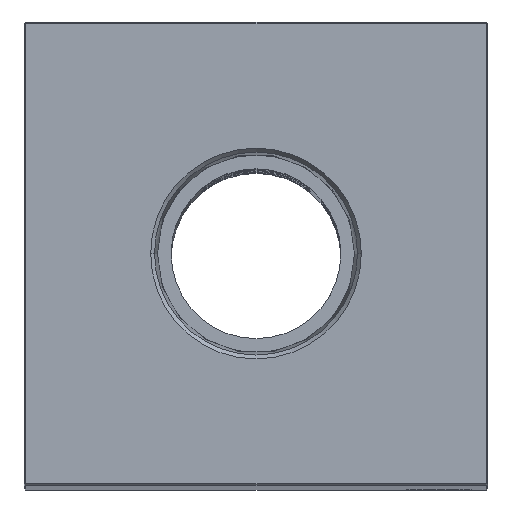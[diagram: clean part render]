
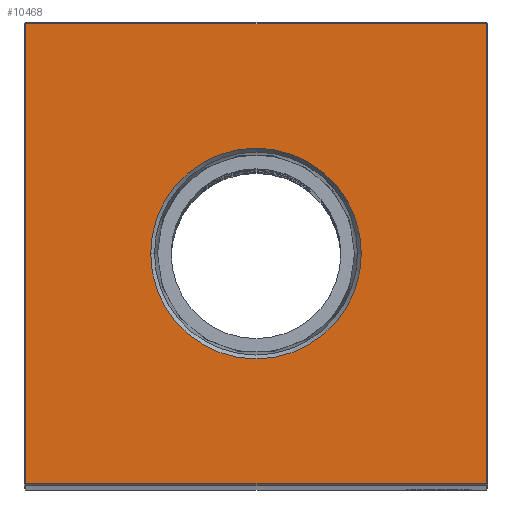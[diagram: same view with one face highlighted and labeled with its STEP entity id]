
A CAD part, top view. The second image highlights one B-rep face of the part: STEP entity #10468.
In plain terms, the highlighted planar face has unit normal (0, 0, 1).
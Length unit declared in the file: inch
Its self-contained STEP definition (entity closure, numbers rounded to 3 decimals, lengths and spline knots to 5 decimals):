
#585 = EDGE_CURVE ( 'NONE', #664, #8160, #17099, .T. ) ;
#664 = VERTEX_POINT ( 'NONE', #11096 ) ;
#1346 = EDGE_CURVE ( 'NONE', #12594, #21754, #16978, .T. ) ;
#1868 = FACE_OUTER_BOUND ( 'NONE', #3576, .T. ) ;
#2453 = DIRECTION ( 'NONE',  ( 1., 0., 0. ) ) ;
#3222 = VECTOR ( 'NONE', #12671, 39.37008 ) ;
#3286 = DIRECTION ( 'NONE',  ( 0., -1., 0. ) ) ;
#3576 = EDGE_LOOP ( 'NONE', ( #24655, #10130, #24450, #26963 ) ) ;
#3951 = DIRECTION ( 'NONE',  ( 0., 0., -1. ) ) ;
#4218 = DIRECTION ( 'NONE',  ( -1., 0., 0. ) ) ;
#4777 = AXIS2_PLACEMENT_3D ( 'NONE', #24145, #11094, #21649 ) ;
#4931 = CARTESIAN_POINT ( 'NONE',  ( -1.49, 1.49, 18.25 ) ) ;
#5666 = CIRCLE ( 'NONE', #4777, 0.68248 ) ;
#5770 = LINE ( 'NONE', #16196, #7242 ) ;
#7242 = VECTOR ( 'NONE', #3286, 39.37008 ) ;
#8160 = VERTEX_POINT ( 'NONE', #21675 ) ;
#9097 = CARTESIAN_POINT ( 'NONE',  ( 1.49, 1.49, 18.25 ) ) ;
#9572 = LINE ( 'NONE', #19704, #24081 ) ;
#10130 = ORIENTED_EDGE ( 'NONE', *, *, #585, .T. ) ;
#10344 = FACE_BOUND ( 'NONE', #11162, .T. ) ;
#10468 = ADVANCED_FACE ( 'NONE', ( #1868, #10344 ), #16730, .F. ) ;
#11094 = DIRECTION ( 'NONE',  ( 0., 0., 1. ) ) ;
#11096 = CARTESIAN_POINT ( 'NONE',  ( -1.49, -1.49, 18.25 ) ) ;
#11162 = EDGE_LOOP ( 'NONE', ( #12424, #13685 ) ) ;
#11252 = DIRECTION ( 'NONE',  ( -1., 0., 0. ) ) ;
#11534 = EDGE_CURVE ( 'NONE', #21754, #12594, #5666, .T. ) ;
#12424 = ORIENTED_EDGE ( 'NONE', *, *, #1346, .F. ) ;
#12594 = VERTEX_POINT ( 'NONE', #23568 ) ;
#12671 = DIRECTION ( 'NONE',  ( 1., 0., 0. ) ) ;
#13685 = ORIENTED_EDGE ( 'NONE', *, *, #11534, .F. ) ;
#14175 = LINE ( 'NONE', #26974, #26735 ) ;
#14331 = AXIS2_PLACEMENT_3D ( 'NONE', #23452, #23313, #2453 ) ;
#14651 = CARTESIAN_POINT ( 'NONE',  ( 0., 0., 18.25 ) ) ;
#15532 = EDGE_CURVE ( 'NONE', #16418, #664, #5770, .T. ) ;
#16196 = CARTESIAN_POINT ( 'NONE',  ( -1.49, 0., 18.25 ) ) ;
#16418 = VERTEX_POINT ( 'NONE', #4931 ) ;
#16522 = CARTESIAN_POINT ( 'NONE',  ( -0.68248, 0., 18.25 ) ) ;
#16730 = PLANE ( 'NONE',  #19405 ) ;
#16978 = CIRCLE ( 'NONE', #14331, 0.68248 ) ;
#17099 = LINE ( 'NONE', #21696, #3222 ) ;
#17421 = EDGE_CURVE ( 'NONE', #8160, #21455, #14175, .T. ) ;
#18273 = EDGE_CURVE ( 'NONE', #21455, #16418, #9572, .T. ) ;
#19405 = AXIS2_PLACEMENT_3D ( 'NONE', #14651, #3951, #4218 ) ;
#19704 = CARTESIAN_POINT ( 'NONE',  ( 0., 1.49, 18.25 ) ) ;
#20423 = DIRECTION ( 'NONE',  ( 0., 1., 0. ) ) ;
#21455 = VERTEX_POINT ( 'NONE', #9097 ) ;
#21649 = DIRECTION ( 'NONE',  ( 1., 0., 0. ) ) ;
#21675 = CARTESIAN_POINT ( 'NONE',  ( 1.49, -1.49, 18.25 ) ) ;
#21696 = CARTESIAN_POINT ( 'NONE',  ( 0., -1.49, 18.25 ) ) ;
#21754 = VERTEX_POINT ( 'NONE', #16522 ) ;
#23313 = DIRECTION ( 'NONE',  ( 0., 0., 1. ) ) ;
#23452 = CARTESIAN_POINT ( 'NONE',  ( 0., 0., 18.25 ) ) ;
#23568 = CARTESIAN_POINT ( 'NONE',  ( 0.68248, 0., 18.25 ) ) ;
#24081 = VECTOR ( 'NONE', #11252, 39.37008 ) ;
#24145 = CARTESIAN_POINT ( 'NONE',  ( 0., 0., 18.25 ) ) ;
#24450 = ORIENTED_EDGE ( 'NONE', *, *, #17421, .T. ) ;
#24655 = ORIENTED_EDGE ( 'NONE', *, *, #15532, .T. ) ;
#26735 = VECTOR ( 'NONE', #20423, 39.37008 ) ;
#26963 = ORIENTED_EDGE ( 'NONE', *, *, #18273, .T. ) ;
#26974 = CARTESIAN_POINT ( 'NONE',  ( 1.49, 0., 18.25 ) ) ;
